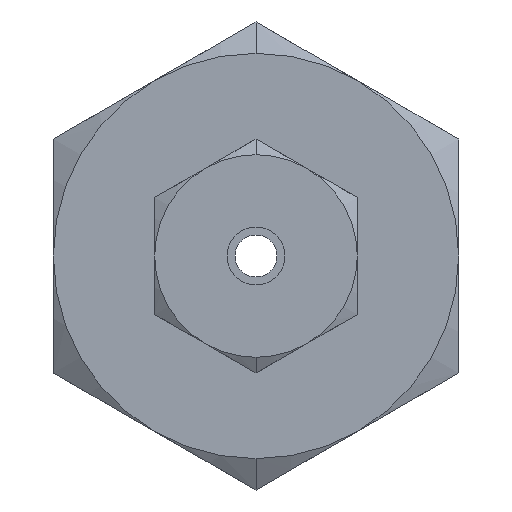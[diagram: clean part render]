
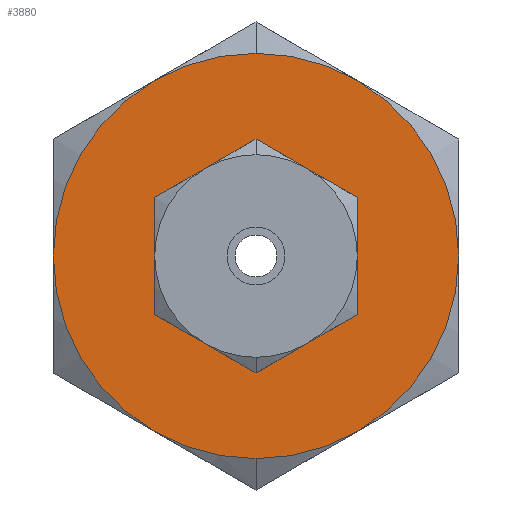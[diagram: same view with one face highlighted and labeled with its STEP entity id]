
A CAD part, left-side view. The second image highlights one B-rep face of the part: STEP entity #3880.
In plain terms, the highlighted planar face has unit normal (-1, 0, 0).
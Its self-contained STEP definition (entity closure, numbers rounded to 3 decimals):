
#99 = CARTESIAN_POINT ( 'NONE',  ( 15.2, 0., 0. ) ) ;
#179 = CARTESIAN_POINT ( 'NONE',  ( 15.2, 0., 0. ) ) ;
#272 = DIRECTION ( 'NONE',  ( -1., 0., 0. ) ) ;
#294 = DIRECTION ( 'NONE',  ( 0., -0.5, -0.866 ) ) ;
#536 = DIRECTION ( 'NONE',  ( -1., 0., 0. ) ) ;
#599 = CARTESIAN_POINT ( 'NONE',  ( 15.2, 0., 0. ) ) ;
#733 = CARTESIAN_POINT ( 'NONE',  ( 15.2, 5.55, -9.613 ) ) ;
#864 = EDGE_CURVE ( 'NONE', #4546, #4261, #4864, .T. ) ;
#871 = CARTESIAN_POINT ( 'NONE',  ( 15.2, 0., 0. ) ) ;
#916 = CIRCLE ( 'NONE', #6292, 11.1 ) ;
#1165 = CARTESIAN_POINT ( 'NONE',  ( 15.2, 0., 0. ) ) ;
#1192 = AXIS2_PLACEMENT_3D ( 'NONE', #99, #7346, #5500 ) ;
#1228 = DIRECTION ( 'NONE',  ( -1., 0., 0. ) ) ;
#1361 = VERTEX_POINT ( 'NONE', #1837 ) ;
#1533 = DIRECTION ( 'NONE',  ( 0., 1., 0. ) ) ;
#1567 = VERTEX_POINT ( 'NONE', #4051 ) ;
#1799 = EDGE_LOOP ( 'NONE', ( #5653, #6483 ) ) ;
#1831 = EDGE_CURVE ( 'NONE', #2597, #4644, #6146, .T. ) ;
#1837 = CARTESIAN_POINT ( 'NONE',  ( 15.2, 11.1, 0. ) ) ;
#1908 = AXIS2_PLACEMENT_3D ( 'NONE', #599, #3055, #2983 ) ;
#1942 = AXIS2_PLACEMENT_3D ( 'NONE', #179, #4486, #294 ) ;
#2179 = CIRCLE ( 'NONE', #3163, 11.1 ) ;
#2375 = DIRECTION ( 'NONE',  ( 0., 0.5, 0.866 ) ) ;
#2547 = CIRCLE ( 'NONE', #4670, 11.1 ) ;
#2597 = VERTEX_POINT ( 'NONE', #6376 ) ;
#2612 = CIRCLE ( 'NONE', #1942, 11.1 ) ;
#2658 = DIRECTION ( 'NONE',  ( 0., 0., -1. ) ) ;
#2687 = CARTESIAN_POINT ( 'NONE',  ( 15.2, -5.55, -9.613 ) ) ;
#2784 = ORIENTED_EDGE ( 'NONE', *, *, #6330, .T. ) ;
#2814 = CIRCLE ( 'NONE', #3436, 11.1 ) ;
#2882 = DIRECTION ( 'NONE',  ( 0., 0., 1. ) ) ;
#2943 = FACE_OUTER_BOUND ( 'NONE', #3506, .T. ) ;
#2983 = DIRECTION ( 'NONE',  ( 0., 0., 1. ) ) ;
#3012 = PLANE ( 'NONE',  #6052 ) ;
#3055 = DIRECTION ( 'NONE',  ( 1., 0., 0. ) ) ;
#3079 = ORIENTED_EDGE ( 'NONE', *, *, #5539, .T. ) ;
#3083 = EDGE_CURVE ( 'NONE', #4396, #2597, #2612, .T. ) ;
#3143 = VERTEX_POINT ( 'NONE', #7352 ) ;
#3163 = AXIS2_PLACEMENT_3D ( 'NONE', #7187, #1228, #5528 ) ;
#3233 = DIRECTION ( 'NONE',  ( 0., -1., 0. ) ) ;
#3248 = DIRECTION ( 'NONE',  ( -1., 0., 0. ) ) ;
#3278 = DIRECTION ( 'NONE',  ( -1., 0., 0. ) ) ;
#3436 = AXIS2_PLACEMENT_3D ( 'NONE', #1165, #536, #2882 ) ;
#3506 = EDGE_LOOP ( 'NONE', ( #2784, #6614, #3079, #4081, #4685, #3584, #5217, #4794 ) ) ;
#3584 = ORIENTED_EDGE ( 'NONE', *, *, #4654, .T. ) ;
#3752 = CIRCLE ( 'NONE', #4140, 11.1 ) ;
#3755 = DIRECTION ( 'NONE',  ( 0., 0.5, -0.866 ) ) ;
#3825 = DIRECTION ( 'NONE',  ( 1., 0., 0. ) ) ;
#3880 = ADVANCED_FACE ( 'NONE', ( #7137, #2943 ), #3012, .F. ) ;
#4051 = CARTESIAN_POINT ( 'NONE',  ( 15.2, 5.55, 9.613 ) ) ;
#4081 = ORIENTED_EDGE ( 'NONE', *, *, #7751, .T. ) ;
#4140 = AXIS2_PLACEMENT_3D ( 'NONE', #4541, #272, #3755 ) ;
#4261 = VERTEX_POINT ( 'NONE', #5908 ) ;
#4396 = VERTEX_POINT ( 'NONE', #2687 ) ;
#4419 = CARTESIAN_POINT ( 'NONE',  ( 15.2, 0., 0. ) ) ;
#4486 = DIRECTION ( 'NONE',  ( -1., 0., 0. ) ) ;
#4541 = CARTESIAN_POINT ( 'NONE',  ( 15.2, 0., 0. ) ) ;
#4546 = VERTEX_POINT ( 'NONE', #5276 ) ;
#4558 = CIRCLE ( 'NONE', #1192, 11.1 ) ;
#4573 = EDGE_CURVE ( 'NONE', #5840, #1567, #2814, .T. ) ;
#4644 = VERTEX_POINT ( 'NONE', #5465 ) ;
#4654 = EDGE_CURVE ( 'NONE', #3143, #4396, #4558, .T. ) ;
#4670 = AXIS2_PLACEMENT_3D ( 'NONE', #5466, #7122, #2375 ) ;
#4685 = ORIENTED_EDGE ( 'NONE', *, *, #6527, .T. ) ;
#4703 = DIRECTION ( 'NONE',  ( 1., 0., 0. ) ) ;
#4794 = ORIENTED_EDGE ( 'NONE', *, *, #1831, .T. ) ;
#4816 = CARTESIAN_POINT ( 'NONE',  ( 15.2, 0., 0. ) ) ;
#4864 = CIRCLE ( 'NONE', #5871, 3.129 ) ;
#5010 = CARTESIAN_POINT ( 'NONE',  ( 15.2, 0., 0. ) ) ;
#5169 = CARTESIAN_POINT ( 'NONE',  ( 15.2, 0., 11.1 ) ) ;
#5217 = ORIENTED_EDGE ( 'NONE', *, *, #3083, .T. ) ;
#5276 = CARTESIAN_POINT ( 'NONE',  ( 15.2, 0., -3.129 ) ) ;
#5287 = CIRCLE ( 'NONE', #1908, 3.129 ) ;
#5465 = CARTESIAN_POINT ( 'NONE',  ( 15.2, -5.55, 9.613 ) ) ;
#5466 = CARTESIAN_POINT ( 'NONE',  ( 15.2, 0., 0. ) ) ;
#5500 = DIRECTION ( 'NONE',  ( 0., 0., -1. ) ) ;
#5528 = DIRECTION ( 'NONE',  ( 0., -0.5, 0.866 ) ) ;
#5539 = EDGE_CURVE ( 'NONE', #1567, #1361, #2547, .T. ) ;
#5653 = ORIENTED_EDGE ( 'NONE', *, *, #7547, .T. ) ;
#5840 = VERTEX_POINT ( 'NONE', #5169 ) ;
#5871 = AXIS2_PLACEMENT_3D ( 'NONE', #4419, #3825, #2658 ) ;
#5907 = VERTEX_POINT ( 'NONE', #733 ) ;
#5908 = CARTESIAN_POINT ( 'NONE',  ( 15.2, 0., 3.129 ) ) ;
#6052 = AXIS2_PLACEMENT_3D ( 'NONE', #4816, #4703, #7062 ) ;
#6146 = CIRCLE ( 'NONE', #7531, 11.1 ) ;
#6292 = AXIS2_PLACEMENT_3D ( 'NONE', #5010, #3278, #1533 ) ;
#6330 = EDGE_CURVE ( 'NONE', #4644, #5840, #2179, .T. ) ;
#6376 = CARTESIAN_POINT ( 'NONE',  ( 15.2, -11.1, 0. ) ) ;
#6483 = ORIENTED_EDGE ( 'NONE', *, *, #864, .T. ) ;
#6527 = EDGE_CURVE ( 'NONE', #5907, #3143, #3752, .T. ) ;
#6614 = ORIENTED_EDGE ( 'NONE', *, *, #4573, .T. ) ;
#7062 = DIRECTION ( 'NONE',  ( 0., 1., 0. ) ) ;
#7122 = DIRECTION ( 'NONE',  ( -1., 0., 0. ) ) ;
#7137 = FACE_BOUND ( 'NONE', #1799, .T. ) ;
#7187 = CARTESIAN_POINT ( 'NONE',  ( 15.2, 0., 0. ) ) ;
#7346 = DIRECTION ( 'NONE',  ( -1., 0., 0. ) ) ;
#7352 = CARTESIAN_POINT ( 'NONE',  ( 15.2, 0., -11.1 ) ) ;
#7531 = AXIS2_PLACEMENT_3D ( 'NONE', #871, #3248, #3233 ) ;
#7547 = EDGE_CURVE ( 'NONE', #4261, #4546, #5287, .T. ) ;
#7751 = EDGE_CURVE ( 'NONE', #1361, #5907, #916, .T. ) ;
